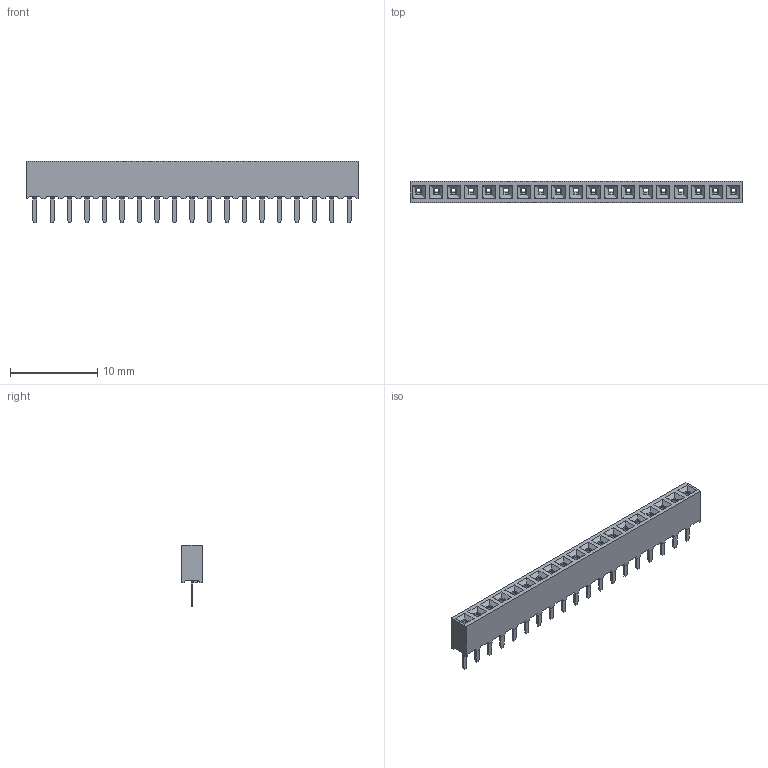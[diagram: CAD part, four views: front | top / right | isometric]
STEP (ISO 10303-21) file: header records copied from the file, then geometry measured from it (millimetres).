
FILE_DESCRIPTION(('STEP AP214'), '1');
FILE_NAME('PBS2', '', ('UNSPECIFIED'), ('UNSPECIFIED'), 'ASCON STEP Converter 1.6', 'ASCON Math Kernel', '');
FILE_SCHEMA(('AUTOMOTIVE_DESIGN { 1 0 10303 214 3 1 1}'));
Length unit declared in the file: millimetre
Bounding box: 38 x 2.4 x 7 mm (x, y, z)
Volume: 254 mm3; surface area: 1455.6 mm2
Topology: 20 solids, 20 shells, 1587 faces, 4033 edges, 2486 vertices
Faces by surface type: plane 1302, cylinder 285
Entity records: 59783 total; most frequent: CARTESIAN_POINT 8259, ORIENTED_EDGE 8066, DIRECTION 7779, EDGE_CURVE 4033, LINE 3463, VECTOR 3463, VERTEX_POINT 2638, AXIS2_PLACEMENT_3D 2158
